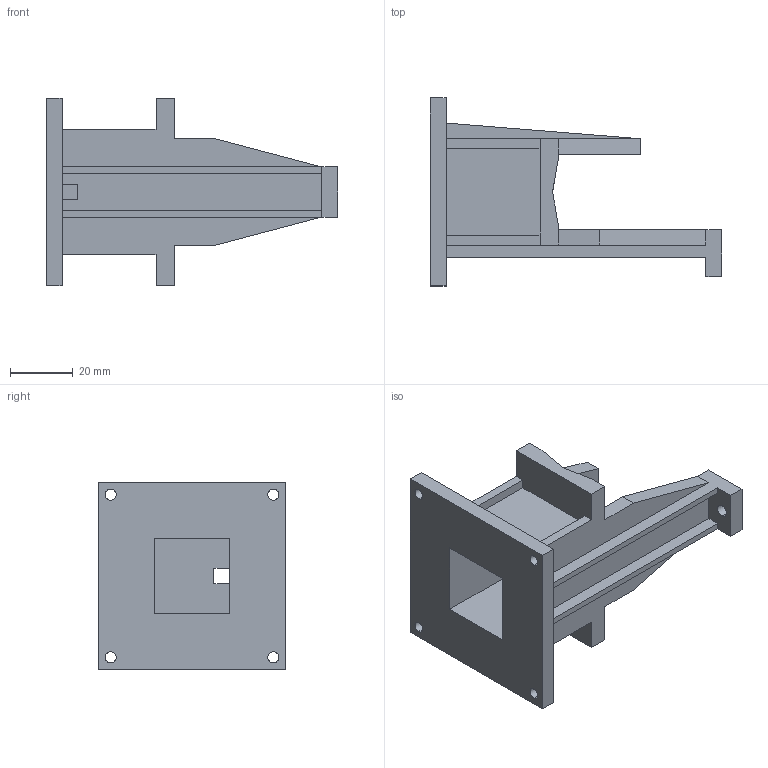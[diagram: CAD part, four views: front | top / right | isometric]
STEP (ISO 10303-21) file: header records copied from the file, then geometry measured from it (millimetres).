
FILE_DESCRIPTION((''),'2;1');
FILE_NAME('WALL_MOUNT_2','2020-02-05T16:03:27',('max'),(''),'CREO PARAMETRIC BY PTC INC, 2019224','CREO PARAMETRIC BY PTC INC, 2019224','');
FILE_SCHEMA(('CONFIG_CONTROL_DESIGN'));
Length unit declared in the file: millimetre
Products named in the file (1): WALL_MOUNT_2
Bounding box: 93 x 60 x 60 mm (x, y, z)
Volume: 57284 mm3; surface area: 26733.1 mm2
Topology: 1 solids, 1 shells, 96 faces, 263 edges, 172 vertices
Faces by surface type: plane 78, cylinder 18
Entity records: 3069 total; most frequent: CARTESIAN_POINT 531, ORIENTED_EDGE 526, DIRECTION 491, EDGE_CURVE 263, VECTOR 227, LINE 227, VERTEX_POINT 172, AXIS2_PLACEMENT_3D 132
